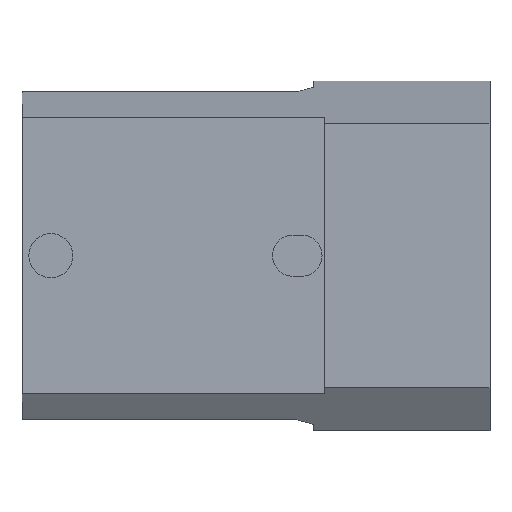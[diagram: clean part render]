
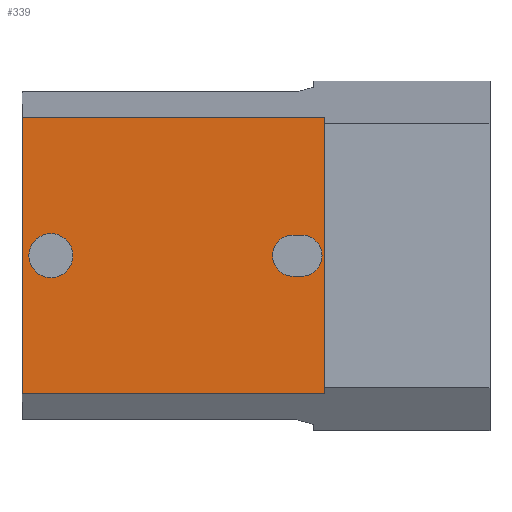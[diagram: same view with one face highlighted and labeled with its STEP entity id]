
A CAD part, top view. The second image highlights one B-rep face of the part: STEP entity #339.
In plain terms, the highlighted planar face has unit normal (0, 0, 1).
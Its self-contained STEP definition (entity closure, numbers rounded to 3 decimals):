
#122=LINE('',#1825,#231);
#123=LINE('',#1830,#232);
#124=LINE('',#1833,#233);
#125=LINE('',#1836,#234);
#126=LINE('',#1838,#235);
#127=LINE('',#1840,#236);
#231=VECTOR('',#1382,1.);
#232=VECTOR('',#1385,1.);
#233=VECTOR('',#1388,1.);
#234=VECTOR('',#1389,1.);
#235=VECTOR('',#1390,1.);
#236=VECTOR('',#1391,1.);
#339=ADVANCED_FACE('',(#445,#446,#447),#396,.F.);
#396=PLANE('',#1225);
#445=FACE_BOUND('',#487,.T.);
#446=FACE_BOUND('',#488,.T.);
#447=FACE_BOUND('',#489,.T.);
#487=EDGE_LOOP('',(#606,#607,#608,#609));
#488=EDGE_LOOP('',(#610,#611,#612,#613));
#489=EDGE_LOOP('',(#614));
#606=ORIENTED_EDGE('',*,*,#992,.T.);
#607=ORIENTED_EDGE('',*,*,#993,.T.);
#608=ORIENTED_EDGE('',*,*,#994,.T.);
#609=ORIENTED_EDGE('',*,*,#995,.T.);
#610=ORIENTED_EDGE('',*,*,#996,.T.);
#611=ORIENTED_EDGE('',*,*,#997,.F.);
#612=ORIENTED_EDGE('',*,*,#998,.F.);
#613=ORIENTED_EDGE('',*,*,#999,.F.);
#614=ORIENTED_EDGE('',*,*,#1000,.T.);
#882=VERTEX_POINT('',#1826);
#883=VERTEX_POINT('',#1827);
#884=VERTEX_POINT('',#1829);
#885=VERTEX_POINT('',#1831);
#886=VERTEX_POINT('',#1834);
#887=VERTEX_POINT('',#1835);
#888=VERTEX_POINT('',#1837);
#889=VERTEX_POINT('',#1839);
#890=VERTEX_POINT('',#1842);
#992=EDGE_CURVE('',#882,#883,#122,.T.);
#993=EDGE_CURVE('',#883,#884,#1127,.T.);
#994=EDGE_CURVE('',#884,#885,#123,.T.);
#995=EDGE_CURVE('',#885,#882,#1128,.T.);
#996=EDGE_CURVE('',#886,#887,#124,.T.);
#997=EDGE_CURVE('',#888,#887,#125,.T.);
#998=EDGE_CURVE('',#889,#888,#126,.T.);
#999=EDGE_CURVE('',#886,#889,#127,.T.);
#1000=EDGE_CURVE('',#890,#890,#1129,.T.);
#1127=CIRCLE('',#1222,7.5);
#1128=CIRCLE('',#1223,7.5);
#1129=CIRCLE('',#1224,8.);
#1222=AXIS2_PLACEMENT_3D('',#1828,#1383,#1384);
#1223=AXIS2_PLACEMENT_3D('',#1832,#1386,#1387);
#1224=AXIS2_PLACEMENT_3D('',#1841,#1392,#1393);
#1225=AXIS2_PLACEMENT_3D('',#1843,#1394,#1395);
#1382=DIRECTION('',(-1.,0.,0.));
#1383=DIRECTION('',(0.,0.,-1.));
#1384=DIRECTION('',(0.,-1.,0.));
#1385=DIRECTION('',(1.,0.,0.));
#1386=DIRECTION('',(0.,0.,-1.));
#1387=DIRECTION('',(0.,1.,0.));
#1388=DIRECTION('',(0.,1.,0.));
#1389=DIRECTION('',(1.,0.,0.));
#1390=DIRECTION('',(0.,1.,0.));
#1391=DIRECTION('',(-1.,0.,0.));
#1392=DIRECTION('',(0.,0.,-1.));
#1393=DIRECTION('',(0.,1.,0.));
#1394=DIRECTION('',(0.,0.,-1.));
#1395=DIRECTION('',(-1.,0.,0.));
#1825=CARTESIAN_POINT('',(-8.5,-7.5,0.));
#1826=CARTESIAN_POINT('',(-8.5,-7.5,0.));
#1827=CARTESIAN_POINT('',(-11.5,-7.5,0.));
#1828=CARTESIAN_POINT('',(-11.5,0.,0.));
#1829=CARTESIAN_POINT('',(-11.5,7.5,0.));
#1830=CARTESIAN_POINT('',(-11.5,7.5,0.));
#1831=CARTESIAN_POINT('',(-8.5,7.5,0.));
#1832=CARTESIAN_POINT('',(-8.5,0.,0.));
#1833=CARTESIAN_POINT('',(0.,-240.71,0.));
#1834=CARTESIAN_POINT('',(0.,-50.144,0.));
#1835=CARTESIAN_POINT('',(0.,50.144,0.));
#1836=CARTESIAN_POINT('',(-110.,50.144,0.));
#1837=CARTESIAN_POINT('',(-110.,50.144,0.));
#1838=CARTESIAN_POINT('',(-110.,-240.71,0.));
#1839=CARTESIAN_POINT('',(-110.,-50.144,0.));
#1840=CARTESIAN_POINT('',(-110.,-50.144,0.));
#1841=CARTESIAN_POINT('',(-99.5,0.,0.));
#1842=CARTESIAN_POINT('',(-99.5,8.,0.));
#1843=CARTESIAN_POINT('',(0.,-240.71,0.));
